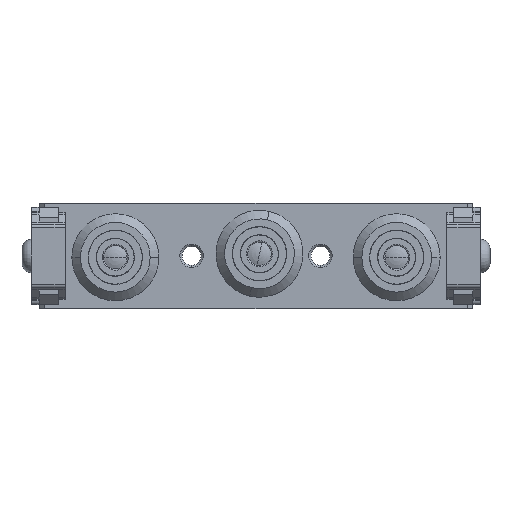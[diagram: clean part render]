
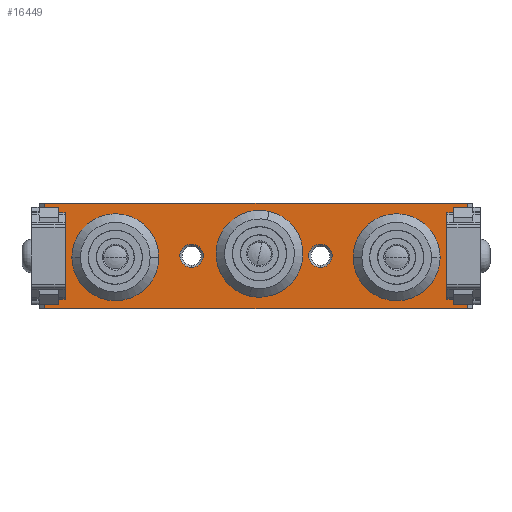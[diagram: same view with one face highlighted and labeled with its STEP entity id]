
A CAD part, front view. The second image highlights one B-rep face of the part: STEP entity #16449.
In plain terms, the highlighted planar face has unit normal (0, -1, 0).
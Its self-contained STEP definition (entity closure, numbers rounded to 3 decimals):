
#5 = CARTESIAN_POINT ( 'NONE',  ( 36.055, 0., -9.004 ) ) ;
#158 = VERTEX_POINT ( 'NONE', #524 ) ;
#348 = EDGE_CURVE ( 'NONE', #10392, #6136, #12341, .T. ) ;
#358 = CIRCLE ( 'NONE', #21871, 3. ) ;
#524 = CARTESIAN_POINT ( 'NONE',  ( 24.003, 0., 2.784 ) ) ;
#911 = VERTEX_POINT ( 'NONE', #6703 ) ;
#1032 = ORIENTED_EDGE ( 'NONE', *, *, #20287, .F. ) ;
#1123 = DIRECTION ( 'NONE',  ( 0., 0., -1. ) ) ;
#1142 = DIRECTION ( 'NONE',  ( 0., 0., 1. ) ) ;
#1326 = CARTESIAN_POINT ( 'NONE',  ( -24.003, 0., -0.216 ) ) ;
#1408 = DIRECTION ( 'NONE',  ( 0., -1., 0. ) ) ;
#1439 = PLANE ( 'NONE',  #15240 ) ;
#1647 = ORIENTED_EDGE ( 'NONE', *, *, #19796, .F. ) ;
#1932 = CARTESIAN_POINT ( 'NONE',  ( -36.055, 0., 9.004 ) ) ;
#2025 = DIRECTION ( 'NONE',  ( 0., -1., 0. ) ) ;
#2083 = CIRCLE ( 'NONE', #15298, 2. ) ;
#2202 = DIRECTION ( 'NONE',  ( 0., -1., 0. ) ) ;
#2549 = VERTEX_POINT ( 'NONE', #18818 ) ;
#2990 = FACE_OUTER_BOUND ( 'NONE', #12991, .T. ) ;
#3127 = LINE ( 'NONE', #19102, #10042 ) ;
#3192 = FACE_BOUND ( 'NONE', #11763, .T. ) ;
#3317 = FACE_BOUND ( 'NONE', #11282, .T. ) ;
#3350 = ORIENTED_EDGE ( 'NONE', *, *, #7483, .F. ) ;
#3997 = CIRCLE ( 'NONE', #8129, 3.353 ) ;
#4733 = FACE_BOUND ( 'NONE', #15927, .T. ) ;
#4794 = CIRCLE ( 'NONE', #13455, 2. ) ;
#5179 = AXIS2_PLACEMENT_3D ( 'NONE', #16201, #2025, #17996 ) ;
#5197 = ORIENTED_EDGE ( 'NONE', *, *, #6469, .F. ) ;
#5198 = DIRECTION ( 'NONE',  ( 0., 0., 1. ) ) ;
#5559 = ORIENTED_EDGE ( 'NONE', *, *, #9283, .F. ) ;
#6027 = CARTESIAN_POINT ( 'NONE',  ( -24.003, 0., -3.216 ) ) ;
#6136 = VERTEX_POINT ( 'NONE', #6027 ) ;
#6143 = DIRECTION ( 'NONE',  ( 0., 0., -1. ) ) ;
#6413 = DIRECTION ( 'NONE',  ( 0., -1., 0. ) ) ;
#6469 = EDGE_CURVE ( 'NONE', #20348, #13055, #12729, .T. ) ;
#6703 = CARTESIAN_POINT ( 'NONE',  ( 0., 0., 3.873 ) ) ;
#6825 = EDGE_CURVE ( 'NONE', #15107, #2549, #4794, .T. ) ;
#6875 = CIRCLE ( 'NONE', #20884, 3. ) ;
#7441 = ORIENTED_EDGE ( 'NONE', *, *, #12113, .F. ) ;
#7483 = EDGE_CURVE ( 'NONE', #2549, #15107, #20291, .T. ) ;
#7775 = AXIS2_PLACEMENT_3D ( 'NONE', #20457, #12759, #19993 ) ;
#7814 = CARTESIAN_POINT ( 'NONE',  ( -10.998, 0., -1.987 ) ) ;
#7826 = AXIS2_PLACEMENT_3D ( 'NONE', #10335, #1408, #8585 ) ;
#7889 = ORIENTED_EDGE ( 'NONE', *, *, #10037, .F. ) ;
#7900 = CARTESIAN_POINT ( 'NONE',  ( 36.055, 0., 9.004 ) ) ;
#8129 = AXIS2_PLACEMENT_3D ( 'NONE', #19811, #9032, #11256 ) ;
#8191 = AXIS2_PLACEMENT_3D ( 'NONE', #1326, #15731, #19393 ) ;
#8266 = CARTESIAN_POINT ( 'NONE',  ( -36.055, 0., 9.004 ) ) ;
#8272 = CARTESIAN_POINT ( 'NONE',  ( -36.055, 0., 9.004 ) ) ;
#8532 = CIRCLE ( 'NONE', #8191, 3. ) ;
#8585 = DIRECTION ( 'NONE',  ( 0., 0., -1. ) ) ;
#8924 = CARTESIAN_POINT ( 'NONE',  ( -10.998, 0., 2.013 ) ) ;
#9024 = DIRECTION ( 'NONE',  ( 0., -1., 0. ) ) ;
#9032 = DIRECTION ( 'NONE',  ( 0., -1., 0. ) ) ;
#9283 = EDGE_CURVE ( 'NONE', #158, #10034, #358, .T. ) ;
#9423 = LINE ( 'NONE', #13096, #23203 ) ;
#9991 = VERTEX_POINT ( 'NONE', #12152 ) ;
#10034 = VERTEX_POINT ( 'NONE', #18448 ) ;
#10035 = FACE_BOUND ( 'NONE', #16020, .T. ) ;
#10037 = EDGE_CURVE ( 'NONE', #13055, #9991, #9423, .T. ) ;
#10042 = VECTOR ( 'NONE', #1142, 1000. ) ;
#10335 = CARTESIAN_POINT ( 'NONE',  ( 10.998, 0., 0.013 ) ) ;
#10365 = FACE_BOUND ( 'NONE', #14532, .T. ) ;
#10382 = VECTOR ( 'NONE', #15495, 1000. ) ;
#10392 = VERTEX_POINT ( 'NONE', #14839 ) ;
#10446 = DIRECTION ( 'NONE',  ( 0., 0., -1. ) ) ;
#10654 = CARTESIAN_POINT ( 'NONE',  ( 24.003, 0., -0.216 ) ) ;
#10897 = ORIENTED_EDGE ( 'NONE', *, *, #13957, .F. ) ;
#10917 = ORIENTED_EDGE ( 'NONE', *, *, #348, .F. ) ;
#11256 = DIRECTION ( 'NONE',  ( 0., 0., -1. ) ) ;
#11282 = EDGE_LOOP ( 'NONE', ( #16750, #10917 ) ) ;
#11540 = VECTOR ( 'NONE', #16167, 1000. ) ;
#11763 = EDGE_LOOP ( 'NONE', ( #12411, #11849 ) ) ;
#11849 = ORIENTED_EDGE ( 'NONE', *, *, #18107, .F. ) ;
#12113 = EDGE_CURVE ( 'NONE', #16725, #20348, #17736, .T. ) ;
#12152 = CARTESIAN_POINT ( 'NONE',  ( -36.055, 0., -9.004 ) ) ;
#12292 = AXIS2_PLACEMENT_3D ( 'NONE', #14112, #9024, #10446 ) ;
#12341 = CIRCLE ( 'NONE', #5179, 3. ) ;
#12411 = ORIENTED_EDGE ( 'NONE', *, *, #20598, .F. ) ;
#12729 = LINE ( 'NONE', #21503, #11540 ) ;
#12759 = DIRECTION ( 'NONE',  ( 0., -1., 0. ) ) ;
#12991 = EDGE_LOOP ( 'NONE', ( #5197, #7441, #10897, #7889 ) ) ;
#13055 = VERTEX_POINT ( 'NONE', #5 ) ;
#13096 = CARTESIAN_POINT ( 'NONE',  ( -36.055, 0., -9.004 ) ) ;
#13455 = AXIS2_PLACEMENT_3D ( 'NONE', #19078, #6413, #1123 ) ;
#13957 = EDGE_CURVE ( 'NONE', #9991, #16725, #3127, .T. ) ;
#14112 = CARTESIAN_POINT ( 'NONE',  ( -10.998, 0., 0.013 ) ) ;
#14532 = EDGE_LOOP ( 'NONE', ( #3350, #15316 ) ) ;
#14694 = CARTESIAN_POINT ( 'NONE',  ( 0., 0., -2.832 ) ) ;
#14705 = DIRECTION ( 'NONE',  ( 0., 0., -1. ) ) ;
#14839 = CARTESIAN_POINT ( 'NONE',  ( -24.003, 0., 2.784 ) ) ;
#14869 = DIRECTION ( 'NONE',  ( -1., 0., 0. ) ) ;
#14964 = VERTEX_POINT ( 'NONE', #14694 ) ;
#15107 = VERTEX_POINT ( 'NONE', #15167 ) ;
#15167 = CARTESIAN_POINT ( 'NONE',  ( 10.998, 0., 2.013 ) ) ;
#15240 = AXIS2_PLACEMENT_3D ( 'NONE', #8266, #19514, #5198 ) ;
#15298 = AXIS2_PLACEMENT_3D ( 'NONE', #22261, #16921, #6143 ) ;
#15316 = ORIENTED_EDGE ( 'NONE', *, *, #6825, .F. ) ;
#15495 = DIRECTION ( 'NONE',  ( 1., 0., 0. ) ) ;
#15731 = DIRECTION ( 'NONE',  ( 0., -1., 0. ) ) ;
#15927 = EDGE_LOOP ( 'NONE', ( #20385, #5559 ) ) ;
#16020 = EDGE_LOOP ( 'NONE', ( #1647, #1032 ) ) ;
#16167 = DIRECTION ( 'NONE',  ( 0., 0., -1. ) ) ;
#16201 = CARTESIAN_POINT ( 'NONE',  ( -24.003, 0., -0.216 ) ) ;
#16234 = DIRECTION ( 'NONE',  ( 0., -1., 0. ) ) ;
#16449 = ADVANCED_FACE ( 'NONE', ( #2990, #10035, #3317, #4733, #3192, #10365 ), #1439, .F. ) ;
#16725 = VERTEX_POINT ( 'NONE', #1932 ) ;
#16750 = ORIENTED_EDGE ( 'NONE', *, *, #21258, .F. ) ;
#16867 = CIRCLE ( 'NONE', #12292, 2. ) ;
#16921 = DIRECTION ( 'NONE',  ( 0., -1., 0. ) ) ;
#16958 = VERTEX_POINT ( 'NONE', #7814 ) ;
#17736 = LINE ( 'NONE', #8272, #10382 ) ;
#17996 = DIRECTION ( 'NONE',  ( 0., 0., -1. ) ) ;
#18107 = EDGE_CURVE ( 'NONE', #19971, #16958, #2083, .T. ) ;
#18448 = CARTESIAN_POINT ( 'NONE',  ( 24.003, 0., -3.216 ) ) ;
#18818 = CARTESIAN_POINT ( 'NONE',  ( 10.998, 0., -1.987 ) ) ;
#19078 = CARTESIAN_POINT ( 'NONE',  ( 10.998, 0., 0.013 ) ) ;
#19102 = CARTESIAN_POINT ( 'NONE',  ( -36.055, 0., 9.004 ) ) ;
#19393 = DIRECTION ( 'NONE',  ( 0., 0., -1. ) ) ;
#19514 = DIRECTION ( 'NONE',  ( 0., 1., 0. ) ) ;
#19796 = EDGE_CURVE ( 'NONE', #14964, #911, #3997, .T. ) ;
#19811 = CARTESIAN_POINT ( 'NONE',  ( 0., 0., 0.521 ) ) ;
#19971 = VERTEX_POINT ( 'NONE', #8924 ) ;
#19993 = DIRECTION ( 'NONE',  ( 0., 0., -1. ) ) ;
#20033 = DIRECTION ( 'NONE',  ( 0., 0., -1. ) ) ;
#20149 = CARTESIAN_POINT ( 'NONE',  ( 24.003, 0., -0.216 ) ) ;
#20287 = EDGE_CURVE ( 'NONE', #911, #14964, #23280, .T. ) ;
#20291 = CIRCLE ( 'NONE', #7826, 2. ) ;
#20348 = VERTEX_POINT ( 'NONE', #7900 ) ;
#20385 = ORIENTED_EDGE ( 'NONE', *, *, #23359, .F. ) ;
#20457 = CARTESIAN_POINT ( 'NONE',  ( 0., 0., 0.521 ) ) ;
#20598 = EDGE_CURVE ( 'NONE', #16958, #19971, #16867, .T. ) ;
#20884 = AXIS2_PLACEMENT_3D ( 'NONE', #20149, #2202, #14705 ) ;
#21258 = EDGE_CURVE ( 'NONE', #6136, #10392, #8532, .T. ) ;
#21503 = CARTESIAN_POINT ( 'NONE',  ( 36.055, 0., 9.004 ) ) ;
#21871 = AXIS2_PLACEMENT_3D ( 'NONE', #10654, #16234, #20033 ) ;
#22261 = CARTESIAN_POINT ( 'NONE',  ( -10.998, 0., 0.013 ) ) ;
#23203 = VECTOR ( 'NONE', #14869, 1000. ) ;
#23280 = CIRCLE ( 'NONE', #7775, 3.353 ) ;
#23359 = EDGE_CURVE ( 'NONE', #10034, #158, #6875, .T. ) ;
